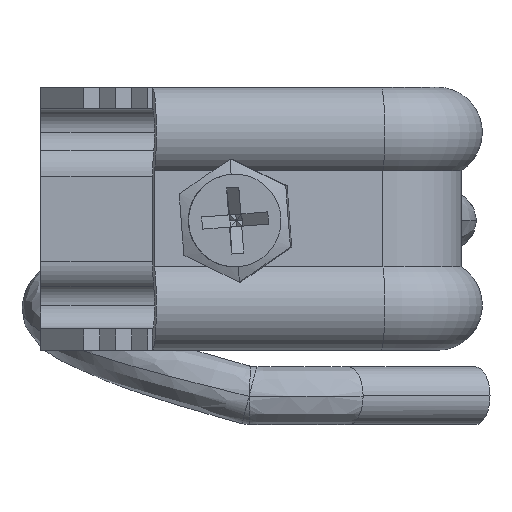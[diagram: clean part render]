
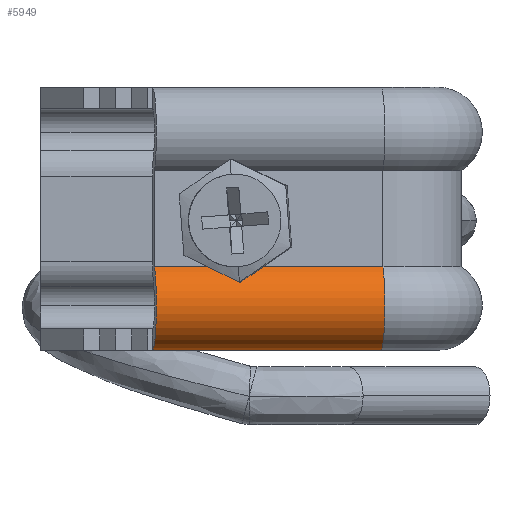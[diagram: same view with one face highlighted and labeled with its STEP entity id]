
A CAD part, front view. The second image highlights one B-rep face of the part: STEP entity #5949.
In plain terms, the highlighted cylindrical face has radius 4.213 mm (diameter 8.427 mm), a partial arc.
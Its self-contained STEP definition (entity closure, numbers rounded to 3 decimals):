
#478 = VERTEX_POINT ( 'NONE', #13980 ) ;
#926 = DIRECTION ( 'NONE',  ( 0.996, -0.087, 0. ) ) ;
#998 = ORIENTED_EDGE ( 'NONE', *, *, #4911, .T. ) ;
#1078 = CARTESIAN_POINT ( 'NONE',  ( -9.496, 27.601, 20.387 ) ) ;
#1319 = DIRECTION ( 'NONE',  ( 0.996, -0.087, 0. ) ) ;
#1408 = CARTESIAN_POINT ( 'NONE',  ( -9.303, 29.806, 12.588 ) ) ;
#2301 = DIRECTION ( 'NONE',  ( -0.996, 0.087, 0. ) ) ;
#4798 = EDGE_CURVE ( 'NONE', #14994, #15527, #7526, .T. ) ;
#4902 = DIRECTION ( 'NONE',  ( -0.996, 0.087, 0. ) ) ;
#4911 = EDGE_CURVE ( 'NONE', #9411, #478, #16048, .T. ) ;
#5134 = ORIENTED_EDGE ( 'NONE', *, *, #15747, .T. ) ;
#5949 = ADVANCED_FACE ( 'NONE', ( #6644 ), #10891, .T. ) ;
#6168 = CARTESIAN_POINT ( 'NONE',  ( -9.303, 29.806, 12.588 ) ) ;
#6543 = CARTESIAN_POINT ( 'NONE',  ( -9.496, 27.601, 16.173 ) ) ;
#6644 = FACE_OUTER_BOUND ( 'NONE', #11434, .T. ) ;
#6816 = CARTESIAN_POINT ( 'NONE',  ( -9.496, 27.601, 16.173 ) ) ;
#6907 = CIRCLE ( 'NONE', #17055, 4.213 ) ;
#7526 = LINE ( 'NONE', #13429, #7671 ) ;
#7671 = VECTOR ( 'NONE', #9060, 1000. ) ;
#8052 = AXIS2_PLACEMENT_3D ( 'NONE', #13745, #1319, #12386 ) ;
#9060 = DIRECTION ( 'NONE',  ( -0.996, 0.087, 0. ) ) ;
#9411 = VERTEX_POINT ( 'NONE', #1408 ) ;
#10793 = DIRECTION ( 'NONE',  ( 0.087, 0.996, 0. ) ) ;
#10891 = CYLINDRICAL_SURFACE ( 'NONE', #15220, 4.213 ) ;
#11236 = CIRCLE ( 'NONE', #8052, 4.213 ) ;
#11434 = EDGE_LOOP ( 'NONE', ( #13485, #998, #5134, #15053 ) ) ;
#11760 = EDGE_CURVE ( 'NONE', #9411, #14994, #6907, .T. ) ;
#11992 = DIRECTION ( 'NONE',  ( -0.087, -0.996, 0. ) ) ;
#12386 = DIRECTION ( 'NONE',  ( 0.087, 0.996, 0. ) ) ;
#12566 = CARTESIAN_POINT ( 'NONE',  ( -30.867, 29.471, 20.387 ) ) ;
#13429 = CARTESIAN_POINT ( 'NONE',  ( -9.496, 27.601, 20.387 ) ) ;
#13485 = ORIENTED_EDGE ( 'NONE', *, *, #11760, .F. ) ;
#13745 = CARTESIAN_POINT ( 'NONE',  ( -30.867, 29.471, 16.173 ) ) ;
#13980 = CARTESIAN_POINT ( 'NONE',  ( -30.674, 31.676, 12.588 ) ) ;
#14994 = VERTEX_POINT ( 'NONE', #1078 ) ;
#15053 = ORIENTED_EDGE ( 'NONE', *, *, #4798, .F. ) ;
#15220 = AXIS2_PLACEMENT_3D ( 'NONE', #6816, #2301, #11992 ) ;
#15527 = VERTEX_POINT ( 'NONE', #12566 ) ;
#15747 = EDGE_CURVE ( 'NONE', #478, #15527, #11236, .T. ) ;
#16048 = LINE ( 'NONE', #6168, #17523 ) ;
#17055 = AXIS2_PLACEMENT_3D ( 'NONE', #6543, #926, #10793 ) ;
#17523 = VECTOR ( 'NONE', #4902, 1000. ) ;
